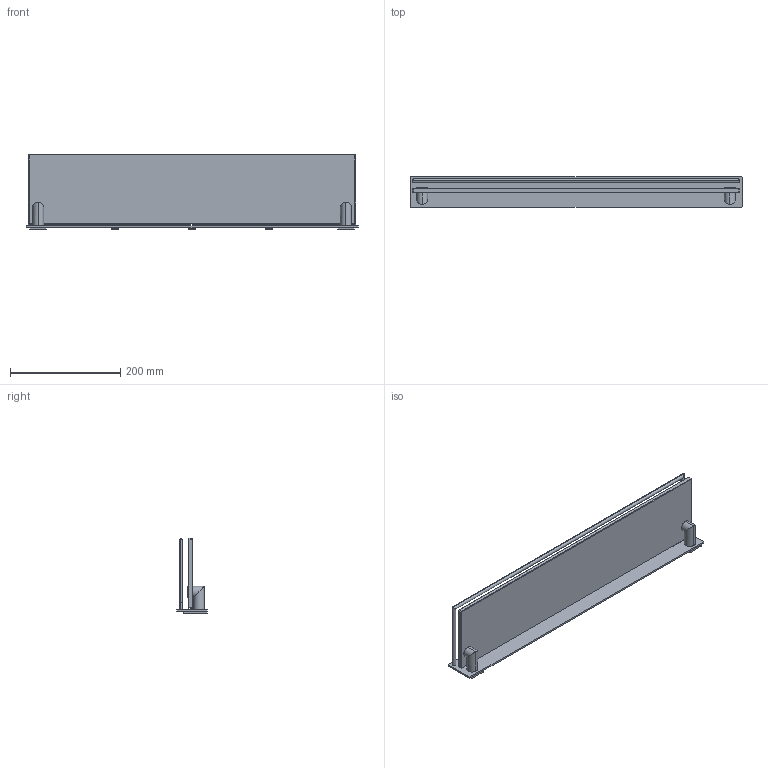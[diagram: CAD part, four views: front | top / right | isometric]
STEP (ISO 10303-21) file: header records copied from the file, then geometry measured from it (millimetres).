
FILE_DESCRIPTION((''),'2;1');
FILE_NAME('2835T-24','2022-02-14T14:23:36',('jinson.thomas'),(''),'CREO PARAMETRIC BY PTC INC, 2018400','CREO PARAMETRIC BY PTC INC, 2018400','');
FILE_SCHEMA(('CONFIG_CONTROL_DESIGN'));
Length unit declared in the file: inch
Products named in the file (1): 2835T-24
Bounding box: 602.79 x 56 x 136.59 mm (x, y, z)
Volume: 773118 mm3; surface area: 267814.2 mm2
Topology: 1 solids, 2 shells, 130 faces, 304 edges, 188 vertices
Faces by surface type: plane 52, cylinder 48, torus 22, cone 8
Entity records: 4346 total; most frequent: CARTESIAN_POINT 1282, DIRECTION 664, ORIENTED_EDGE 600, EDGE_CURVE 300, AXIS2_PLACEMENT_3D 258, VERTEX_POINT 188, VECTOR 148, LINE 148
